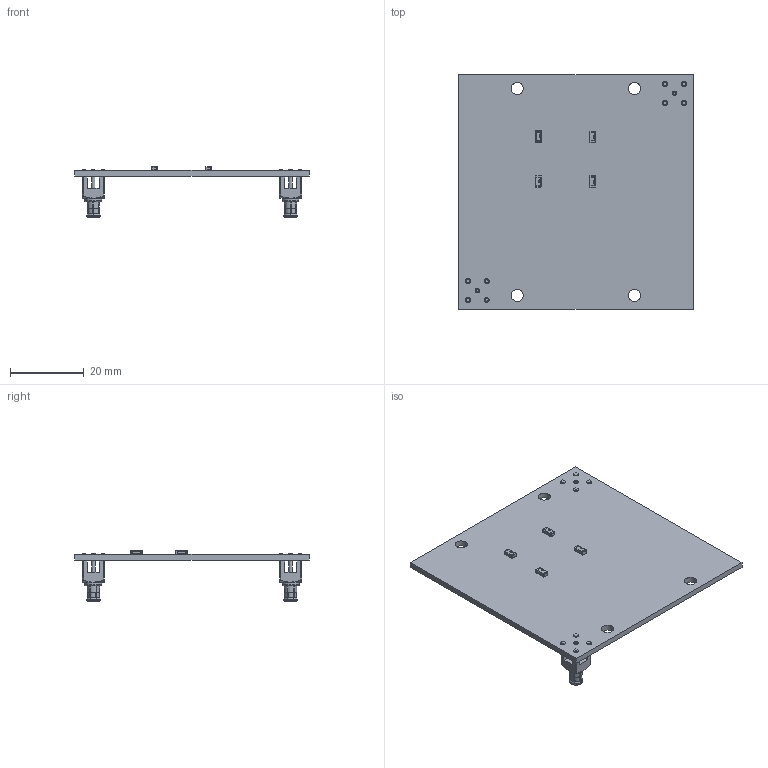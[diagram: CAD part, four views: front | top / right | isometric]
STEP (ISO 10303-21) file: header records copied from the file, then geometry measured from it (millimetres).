
FILE_DESCRIPTION(('Open CASCADE Model'),'2;1');
FILE_NAME('Open CASCADE Shape Model','2021-04-06T11:42:03',('Author'),( 'Open CASCADE'),'Open CASCADE STEP processor 6.8','Open CASCADE 6.8' ,'Unknown');
FILE_SCHEMA(('AUTOMOTIVE_DESIGN { 1 0 10303 214 1 1 1 1 }'));
Length unit declared in the file: millimetre
Products named in the file (13): PCB; Board; J110; MCX-P-P-H-ST-TH2; _MCX-P-P-H-ST-TH2_s; _MCX-P-P-H-ST-TH2_i; _MCX-P-P-H-ST-TH2_p; R97; User_Library-1206_SMD_Resistor; R95; R98; R96; J111
Assembly tree (16 placements, depth 4):
  PCB
    Board
    J110
      MCX-P-P-H-ST-TH2
        _MCX-P-P-H-ST-TH2_s
        _MCX-P-P-H-ST-TH2_i
        _MCX-P-P-H-ST-TH2_p
    R97
      User_Library-1206_SMD_Resistor
    R95
      User_Library-1206_SMD_Resistor
    R98
      User_Library-1206_SMD_Resistor
    R96
      User_Library-1206_SMD_Resistor
    J111
      MCX-P-P-H-ST-TH2
        _MCX-P-P-H-ST-TH2_s
        _MCX-P-P-H-ST-TH2_i
        _MCX-P-P-H-ST-TH2_p
Bounding box: 63.46 x 63.5 x 13.74 mm (x, y, z)
Volume: 6624.7 mm3; surface area: 9583 mm2
Topology: 11 solids, 11 shells, 652 faces, 1624 edges, 1002 vertices
Faces by surface type: plane 270, cylinder 154, bspline 144, cone 50, sphere 32, torus 2
Full cylindrical faces by diameter (mm): 0.52 x2, 0.9 x4, 1.2 x2, 1.4 x8, 2.03 x2, 2.5 x2, 2.75 x4, 3.05 x2, 3.1 x2, 3.3 x4, 3.35 x2, 3.7 x6, 4.55 x2
Entity records: 11113 total; most frequent: CARTESIAN_POINT 3686, ORIENTED_EDGE 1210, DIRECTION 1080, EDGE_CURVE 605, VERTEX_POINT 387, AXIS2_PLACEMENT_3D 386, LINE 308, VECTOR 308
